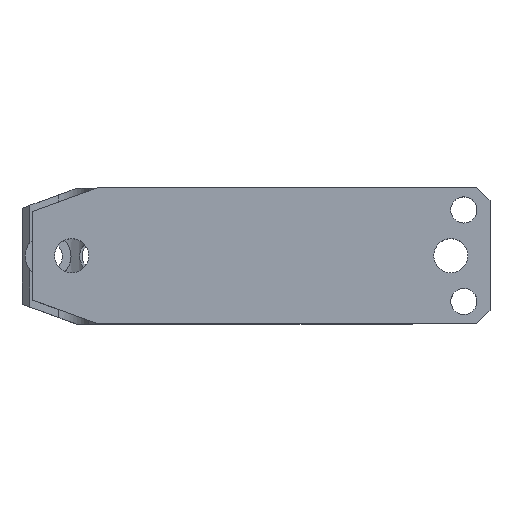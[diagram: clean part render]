
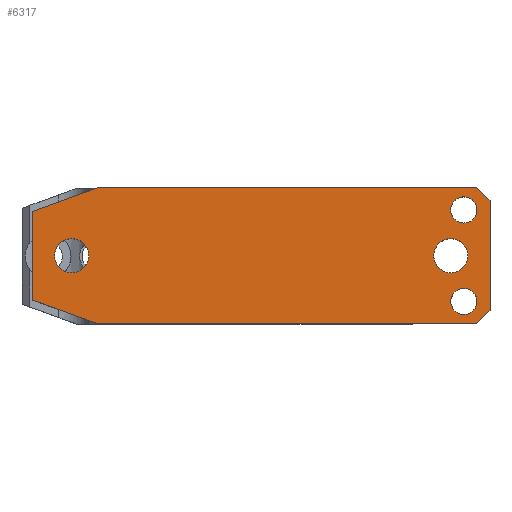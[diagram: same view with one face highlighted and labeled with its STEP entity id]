
A CAD part, top view. The second image highlights one B-rep face of the part: STEP entity #6317.
In plain terms, the highlighted planar face has unit normal (0, 0, 1).
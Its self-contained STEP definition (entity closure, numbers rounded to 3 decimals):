
#3788=CARTESIAN_POINT('Line Origine',(27.09,-23.5,75.73)) ;
#3792=CARTESIAN_POINT('Vertex',(24.59,-26.,75.73)) ;
#3794=CARTESIAN_POINT('Vertex',(29.59,-21.,75.73)) ;
#4047=CARTESIAN_POINT('Vertex',(29.59,21.,75.73)) ;
#4050=CARTESIAN_POINT('Line Origine',(29.59,0.,75.73)) ;
#4080=CARTESIAN_POINT('Vertex',(-120.41,-26.,75.73)) ;
#4083=CARTESIAN_POINT('Line Origine',(-132.91,-21.45,75.73)) ;
#4087=CARTESIAN_POINT('Vertex',(-145.41,-16.901,75.73)) ;
#4123=CARTESIAN_POINT('Line Origine',(-145.41,0.,75.73)) ;
#4127=CARTESIAN_POINT('Vertex',(-145.41,16.901,75.73)) ;
#4154=CARTESIAN_POINT('Line Origine',(27.09,23.5,75.73)) ;
#4158=CARTESIAN_POINT('Vertex',(24.59,26.,75.73)) ;
#4191=CARTESIAN_POINT('Vertex',(8.09,0.,75.73)) ;
#4194=CARTESIAN_POINT('Axis2P3D Location',(14.59,0.,75.73)) ;
#4198=CARTESIAN_POINT('Vertex',(21.09,0.,75.73)) ;
#4218=CARTESIAN_POINT('Axis2P3D Location',(14.59,0.,75.73)) ;
#4248=CARTESIAN_POINT('Vertex',(14.59,-17.5,75.73)) ;
#4251=CARTESIAN_POINT('Axis2P3D Location',(19.59,-17.5,75.73)) ;
#4255=CARTESIAN_POINT('Vertex',(24.59,-17.5,75.73)) ;
#4280=CARTESIAN_POINT('Axis2P3D Location',(19.59,-17.5,75.73)) ;
#4310=CARTESIAN_POINT('Vertex',(14.59,17.5,75.73)) ;
#4313=CARTESIAN_POINT('Axis2P3D Location',(19.59,17.5,75.73)) ;
#4317=CARTESIAN_POINT('Vertex',(24.59,17.5,75.73)) ;
#4342=CARTESIAN_POINT('Axis2P3D Location',(19.59,17.5,75.73)) ;
#4372=CARTESIAN_POINT('Vertex',(-123.91,0.,75.73)) ;
#4375=CARTESIAN_POINT('Axis2P3D Location',(-130.41,0.,75.73)) ;
#4379=CARTESIAN_POINT('Vertex',(-136.91,0.,75.73)) ;
#4399=CARTESIAN_POINT('Axis2P3D Location',(-130.41,0.,75.73)) ;
#6197=CARTESIAN_POINT('Vertex',(-120.41,26.,75.73)) ;
#6200=CARTESIAN_POINT('Line Origine',(-47.91,26.,75.73)) ;
#6233=CARTESIAN_POINT('Line Origine',(-132.91,21.45,75.73)) ;
#6256=CARTESIAN_POINT('Line Origine',(-47.91,-26.,75.73)) ;
#6286=CARTESIAN_POINT('Axis2P3D Location',(-145.41,26.,75.73)) ;
#3789=DIRECTION('Vector Direction',(0.707,0.707,0.)) ;
#4051=DIRECTION('Vector Direction',(0.,-1.,0.)) ;
#4084=DIRECTION('Vector Direction',(0.94,-0.342,0.)) ;
#4124=DIRECTION('Vector Direction',(0.,-1.,0.)) ;
#4155=DIRECTION('Vector Direction',(-0.707,0.707,0.)) ;
#4195=DIRECTION('Axis2P3D Direction',(0.,-0.,1.)) ;
#4219=DIRECTION('Axis2P3D Direction',(0.,-0.,1.)) ;
#4252=DIRECTION('Axis2P3D Direction',(-0.,0.,1.)) ;
#4281=DIRECTION('Axis2P3D Direction',(-0.,0.,1.)) ;
#4314=DIRECTION('Axis2P3D Direction',(-0.,0.,1.)) ;
#4343=DIRECTION('Axis2P3D Direction',(-0.,0.,1.)) ;
#4376=DIRECTION('Axis2P3D Direction',(0.,-0.,1.)) ;
#4400=DIRECTION('Axis2P3D Direction',(0.,-0.,1.)) ;
#6201=DIRECTION('Vector Direction',(1.,0.,0.)) ;
#6234=DIRECTION('Vector Direction',(0.94,0.342,0.)) ;
#6257=DIRECTION('Vector Direction',(1.,0.,0.)) ;
#6287=DIRECTION('Axis2P3D Direction',(0.,0.,-1.)) ;
#6288=DIRECTION('Axis2P3D XDirection',(-1.,0.,0.)) ;
#4196=AXIS2_PLACEMENT_3D('Circle Axis2P3D',#4194,#4195,$) ;
#4220=AXIS2_PLACEMENT_3D('Circle Axis2P3D',#4218,#4219,$) ;
#4253=AXIS2_PLACEMENT_3D('Circle Axis2P3D',#4251,#4252,$) ;
#4282=AXIS2_PLACEMENT_3D('Circle Axis2P3D',#4280,#4281,$) ;
#4315=AXIS2_PLACEMENT_3D('Circle Axis2P3D',#4313,#4314,$) ;
#4344=AXIS2_PLACEMENT_3D('Circle Axis2P3D',#4342,#4343,$) ;
#4377=AXIS2_PLACEMENT_3D('Circle Axis2P3D',#4375,#4376,$) ;
#4401=AXIS2_PLACEMENT_3D('Circle Axis2P3D',#4399,#4400,$) ;
#6289=AXIS2_PLACEMENT_3D('Plane Axis2P3D',#6286,#6287,#6288) ;
#6292=ORIENTED_EDGE('',*,*,#4054,.F.) ;
#6293=ORIENTED_EDGE('',*,*,#4160,.T.) ;
#6294=ORIENTED_EDGE('',*,*,#6204,.F.) ;
#6295=ORIENTED_EDGE('',*,*,#6237,.F.) ;
#6296=ORIENTED_EDGE('',*,*,#4129,.T.) ;
#6297=ORIENTED_EDGE('',*,*,#4089,.T.) ;
#6298=ORIENTED_EDGE('',*,*,#6260,.T.) ;
#6299=ORIENTED_EDGE('',*,*,#3796,.T.) ;
#6302=ORIENTED_EDGE('',*,*,#4222,.F.) ;
#6303=ORIENTED_EDGE('',*,*,#4200,.F.) ;
#6306=ORIENTED_EDGE('',*,*,#4284,.F.) ;
#6307=ORIENTED_EDGE('',*,*,#4257,.F.) ;
#6310=ORIENTED_EDGE('',*,*,#4346,.F.) ;
#6311=ORIENTED_EDGE('',*,*,#4319,.F.) ;
#6314=ORIENTED_EDGE('',*,*,#4403,.F.) ;
#6315=ORIENTED_EDGE('',*,*,#4381,.F.) ;
#6304=FACE_BOUND('',#6301,.T.) ;
#6308=FACE_BOUND('',#6305,.T.) ;
#6312=FACE_BOUND('',#6309,.T.) ;
#6316=FACE_BOUND('',#6313,.T.) ;
#3790=VECTOR('Line Direction',#3789,1.) ;
#4052=VECTOR('Line Direction',#4051,1.) ;
#4085=VECTOR('Line Direction',#4084,1.) ;
#4125=VECTOR('Line Direction',#4124,1.) ;
#4156=VECTOR('Line Direction',#4155,1.) ;
#6202=VECTOR('Line Direction',#6201,1.) ;
#6235=VECTOR('Line Direction',#6234,1.) ;
#6258=VECTOR('Line Direction',#6257,1.) ;
#6317=ADVANCED_FACE('CAM HOLDER',(#6300,#6304,#6308,#6312,#6316),#6290,.F.) ;
#4197=CIRCLE('generated circle',#4196,6.5) ;
#4221=CIRCLE('generated circle',#4220,6.5) ;
#4254=CIRCLE('generated circle',#4253,5.) ;
#4283=CIRCLE('generated circle',#4282,5.) ;
#4316=CIRCLE('generated circle',#4315,5.) ;
#4345=CIRCLE('generated circle',#4344,5.) ;
#4378=CIRCLE('generated circle',#4377,6.5) ;
#4402=CIRCLE('generated circle',#4401,6.5) ;
#3796=EDGE_CURVE('',#3793,#3795,#3791,.T.) ;
#4054=EDGE_CURVE('',#4048,#3795,#4053,.T.) ;
#4089=EDGE_CURVE('',#4088,#4081,#4086,.T.) ;
#4129=EDGE_CURVE('',#4128,#4088,#4126,.T.) ;
#4160=EDGE_CURVE('',#4048,#4159,#4157,.T.) ;
#4200=EDGE_CURVE('',#4192,#4199,#4197,.T.) ;
#4222=EDGE_CURVE('',#4199,#4192,#4221,.T.) ;
#4257=EDGE_CURVE('',#4249,#4256,#4254,.T.) ;
#4284=EDGE_CURVE('',#4256,#4249,#4283,.T.) ;
#4319=EDGE_CURVE('',#4311,#4318,#4316,.T.) ;
#4346=EDGE_CURVE('',#4318,#4311,#4345,.T.) ;
#4381=EDGE_CURVE('',#4373,#4380,#4378,.T.) ;
#4403=EDGE_CURVE('',#4380,#4373,#4402,.T.) ;
#6204=EDGE_CURVE('',#6198,#4159,#6203,.T.) ;
#6237=EDGE_CURVE('',#4128,#6198,#6236,.T.) ;
#6260=EDGE_CURVE('',#4081,#3793,#6259,.T.) ;
#6291=EDGE_LOOP('',(#6292,#6293,#6294,#6295,#6296,#6297,#6298,#6299)) ;
#6301=EDGE_LOOP('',(#6302,#6303)) ;
#6305=EDGE_LOOP('',(#6306,#6307)) ;
#6309=EDGE_LOOP('',(#6310,#6311)) ;
#6313=EDGE_LOOP('',(#6314,#6315)) ;
#6300=FACE_OUTER_BOUND('',#6291,.T.) ;
#3791=LINE('Line',#3788,#3790) ;
#4053=LINE('Line',#4050,#4052) ;
#4086=LINE('Line',#4083,#4085) ;
#4126=LINE('Line',#4123,#4125) ;
#4157=LINE('Line',#4154,#4156) ;
#6203=LINE('Line',#6200,#6202) ;
#6236=LINE('Line',#6233,#6235) ;
#6259=LINE('Line',#6256,#6258) ;
#6290=PLANE('Plane',#6289) ;
#3793=VERTEX_POINT('',#3792) ;
#3795=VERTEX_POINT('',#3794) ;
#4048=VERTEX_POINT('',#4047) ;
#4081=VERTEX_POINT('',#4080) ;
#4088=VERTEX_POINT('',#4087) ;
#4128=VERTEX_POINT('',#4127) ;
#4159=VERTEX_POINT('',#4158) ;
#4192=VERTEX_POINT('',#4191) ;
#4199=VERTEX_POINT('',#4198) ;
#4249=VERTEX_POINT('',#4248) ;
#4256=VERTEX_POINT('',#4255) ;
#4311=VERTEX_POINT('',#4310) ;
#4318=VERTEX_POINT('',#4317) ;
#4373=VERTEX_POINT('',#4372) ;
#4380=VERTEX_POINT('',#4379) ;
#6198=VERTEX_POINT('',#6197) ;
